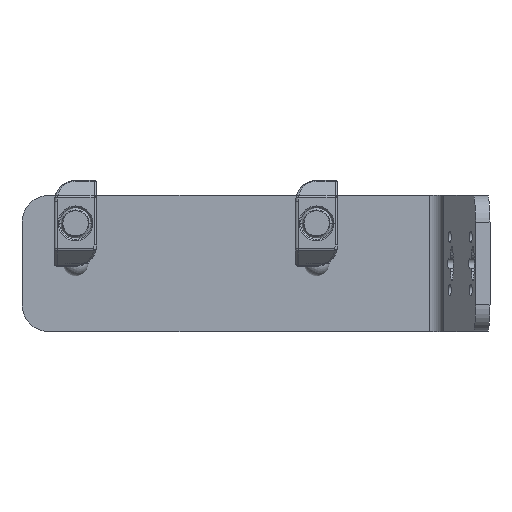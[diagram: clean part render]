
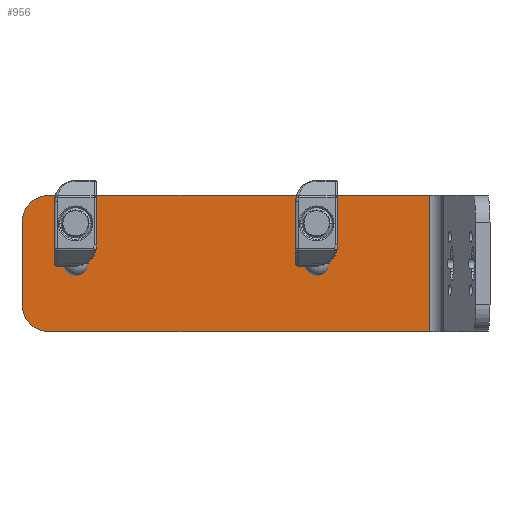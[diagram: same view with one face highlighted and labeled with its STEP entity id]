
A CAD part, front view. The second image highlights one B-rep face of the part: STEP entity #956.
In plain terms, the highlighted planar face has unit normal (0, -1, 0).
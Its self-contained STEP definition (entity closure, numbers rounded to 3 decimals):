
#1=CARTESIAN_POINT('',(-35.5,0.,7.7));
#2=DIRECTION('',(0.,-1.,0.));
#3=DIRECTION('',(0.,0.,1.));
#4=AXIS2_PLACEMENT_3D('',#1,#2,#3);
#6=DIRECTION('',(1.,0.,0.));
#7=VECTOR('',#6,71.052);
#8=CARTESIAN_POINT('',(-35.5,0.,12.7));
#9=LINE('',#8,#7);
#10=DIRECTION('',(-1.,0.,0.));
#11=VECTOR('',#10,71.052);
#12=CARTESIAN_POINT('',(35.552,0.,-12.7));
#13=LINE('',#12,#11);
#14=CARTESIAN_POINT('',(-35.5,0.,-7.7));
#15=DIRECTION('',(0.,-1.,0.));
#16=DIRECTION('',(-1.,0.,0.));
#17=AXIS2_PLACEMENT_3D('',#14,#15,#16);
#19=DIRECTION('',(0.,0.,1.));
#20=VECTOR('',#19,15.4);
#21=CARTESIAN_POINT('',(-40.5,0.,-7.7));
#22=LINE('',#21,#20);
#23=CARTESIAN_POINT('',(-32.4,0.,3.698));
#24=DIRECTION('',(0.,-1.,0.));
#25=DIRECTION('',(1.,0.,0.));
#26=AXIS2_PLACEMENT_3D('',#23,#24,#25);
#28=DIRECTION('',(0.,0.,-1.));
#29=VECTOR('',#28,3.698);
#30=CARTESIAN_POINT('',(-31.4,0.,3.698));
#31=LINE('',#30,#29);
#32=CARTESIAN_POINT('',(-30.5,0.,0.));
#33=DIRECTION('',(0.,1.,0.));
#34=DIRECTION('',(1.,0.,0.));
#35=AXIS2_PLACEMENT_3D('',#32,#33,#34);
#37=DIRECTION('',(0.,0.,1.));
#38=VECTOR('',#37,3.698);
#39=CARTESIAN_POINT('',(-29.6,0.,0.));
#40=LINE('',#39,#38);
#41=CARTESIAN_POINT('',(-28.6,0.,3.698));
#42=DIRECTION('',(0.,-1.,0.));
#43=DIRECTION('',(-0.447,0.,0.895));
#44=AXIS2_PLACEMENT_3D('',#41,#42,#43);
#46=CARTESIAN_POINT('',(-30.5,0.,7.5));
#47=DIRECTION('',(0.,1.,0.));
#48=DIRECTION('',(-0.447,0.,-0.895));
#49=AXIS2_PLACEMENT_3D('',#46,#47,#48);
#51=CARTESIAN_POINT('',(12.6,0.,3.698));
#52=DIRECTION('',(0.,-1.,0.));
#53=DIRECTION('',(1.,0.,0.));
#54=AXIS2_PLACEMENT_3D('',#51,#52,#53);
#56=DIRECTION('',(0.,0.,-1.));
#57=VECTOR('',#56,3.698);
#58=CARTESIAN_POINT('',(13.6,0.,3.698));
#59=LINE('',#58,#57);
#60=CARTESIAN_POINT('',(14.5,0.,0.));
#61=DIRECTION('',(0.,1.,0.));
#62=DIRECTION('',(1.,0.,0.));
#63=AXIS2_PLACEMENT_3D('',#60,#61,#62);
#65=DIRECTION('',(0.,0.,1.));
#66=VECTOR('',#65,3.698);
#67=CARTESIAN_POINT('',(15.4,0.,0.));
#68=LINE('',#67,#66);
#69=CARTESIAN_POINT('',(16.4,0.,3.698));
#70=DIRECTION('',(0.,-1.,0.));
#71=DIRECTION('',(-0.447,0.,0.895));
#72=AXIS2_PLACEMENT_3D('',#69,#70,#71);
#74=CARTESIAN_POINT('',(14.5,0.,7.5));
#75=DIRECTION('',(0.,1.,0.));
#76=DIRECTION('',(-0.447,0.,-0.895));
#77=AXIS2_PLACEMENT_3D('',#74,#75,#76);
#438=DIRECTION('',(0.,0.,1.));
#439=VECTOR('',#438,25.4);
#440=CARTESIAN_POINT('',(35.552,0.,-12.7));
#441=LINE('',#440,#439);
#713=CARTESIAN_POINT('',(35.552,0.,12.7));
#714=VERTEX_POINT('',#713);
#715=CARTESIAN_POINT('',(35.552,0.,-12.7));
#716=VERTEX_POINT('',#715);
#717=CARTESIAN_POINT('',(-35.5,0.,12.7));
#718=CARTESIAN_POINT('',(-40.5,0.,7.7));
#719=VERTEX_POINT('',#717);
#720=VERTEX_POINT('',#718);
#725=CARTESIAN_POINT('',(-40.5,0.,-7.7));
#726=CARTESIAN_POINT('',(-35.5,0.,-12.7));
#727=VERTEX_POINT('',#725);
#728=VERTEX_POINT('',#726);
#749=CARTESIAN_POINT('',(-29.6,0.,0.));
#750=CARTESIAN_POINT('',(-31.4,0.,0.));
#751=VERTEX_POINT('',#749);
#752=VERTEX_POINT('',#750);
#757=CARTESIAN_POINT('',(-31.4,0.,3.698));
#758=CARTESIAN_POINT('',(-31.953,0.,
4.593));
#759=VERTEX_POINT('',#757);
#760=VERTEX_POINT('',#758);
#765=CARTESIAN_POINT('',(-29.047,0.,
4.593));
#766=CARTESIAN_POINT('',(-29.6,0.,3.698));
#767=VERTEX_POINT('',#765);
#768=VERTEX_POINT('',#766);
#837=CARTESIAN_POINT('',(15.4,0.,0.));
#838=CARTESIAN_POINT('',(13.6,0.,0.));
#839=VERTEX_POINT('',#837);
#840=VERTEX_POINT('',#838);
#845=CARTESIAN_POINT('',(13.6,0.,3.698));
#846=CARTESIAN_POINT('',(13.047,0.,4.593));
#847=VERTEX_POINT('',#845);
#848=VERTEX_POINT('',#846);
#853=CARTESIAN_POINT('',(15.953,0.,4.593));
#854=CARTESIAN_POINT('',(15.4,0.,3.698));
#855=VERTEX_POINT('',#853);
#856=VERTEX_POINT('',#854);
#909=CARTESIAN_POINT('',(0.,0.,0.));
#910=DIRECTION('',(0.,1.,0.));
#911=DIRECTION('',(1.,0.,0.));
#912=AXIS2_PLACEMENT_3D('',#909,#910,#911);
#913=PLANE('',#912);
#915=ORIENTED_EDGE('',*,*,#914,.F.);
#917=ORIENTED_EDGE('',*,*,#916,.T.);
#919=ORIENTED_EDGE('',*,*,#918,.F.);
#921=ORIENTED_EDGE('',*,*,#920,.T.);
#923=ORIENTED_EDGE('',*,*,#922,.F.);
#925=ORIENTED_EDGE('',*,*,#924,.T.);
#926=EDGE_LOOP('',(#915,#917,#919,#921,#923,#925));
#927=FACE_OUTER_BOUND('',#926,.F.);
#929=ORIENTED_EDGE('',*,*,#928,.F.);
#931=ORIENTED_EDGE('',*,*,#930,.T.);
#933=ORIENTED_EDGE('',*,*,#932,.F.);
#935=ORIENTED_EDGE('',*,*,#934,.T.);
#937=ORIENTED_EDGE('',*,*,#936,.F.);
#939=ORIENTED_EDGE('',*,*,#938,.F.);
#940=EDGE_LOOP('',(#929,#931,#933,#935,#937,#939));
#941=FACE_BOUND('',#940,.F.);
#943=ORIENTED_EDGE('',*,*,#942,.F.);
#945=ORIENTED_EDGE('',*,*,#944,.T.);
#947=ORIENTED_EDGE('',*,*,#946,.F.);
#949=ORIENTED_EDGE('',*,*,#948,.T.);
#951=ORIENTED_EDGE('',*,*,#950,.F.);
#953=ORIENTED_EDGE('',*,*,#952,.F.);
#954=EDGE_LOOP('',(#943,#945,#947,#949,#951,#953));
#955=FACE_BOUND('',#954,.F.);
#956=ADVANCED_FACE('',(#927,#941,#955),#913,.F.);
#5=CIRCLE('',#4,5.);
#18=CIRCLE('',#17,5.);
#27=CIRCLE('',#26,1.);
#36=CIRCLE('',#35,0.9);
#45=CIRCLE('',#44,1.);
#50=CIRCLE('',#49,3.25);
#55=CIRCLE('',#54,1.);
#64=CIRCLE('',#63,0.9);
#73=CIRCLE('',#72,1.);
#78=CIRCLE('',#77,3.25);
#914=EDGE_CURVE('',#719,#720,#5,.T.);
#916=EDGE_CURVE('',#719,#714,#9,.T.);
#918=EDGE_CURVE('',#716,#714,#441,.T.);
#920=EDGE_CURVE('',#716,#728,#13,.T.);
#922=EDGE_CURVE('',#727,#728,#18,.T.);
#924=EDGE_CURVE('',#727,#720,#22,.T.);
#928=EDGE_CURVE('',#759,#760,#27,.T.);
#930=EDGE_CURVE('',#759,#752,#31,.T.);
#932=EDGE_CURVE('',#751,#752,#36,.T.);
#934=EDGE_CURVE('',#751,#768,#40,.T.);
#936=EDGE_CURVE('',#767,#768,#45,.T.);
#938=EDGE_CURVE('',#760,#767,#50,.T.);
#942=EDGE_CURVE('',#847,#848,#55,.T.);
#944=EDGE_CURVE('',#847,#840,#59,.T.);
#946=EDGE_CURVE('',#839,#840,#64,.T.);
#948=EDGE_CURVE('',#839,#856,#68,.T.);
#950=EDGE_CURVE('',#855,#856,#73,.T.);
#952=EDGE_CURVE('',#848,#855,#78,.T.);
